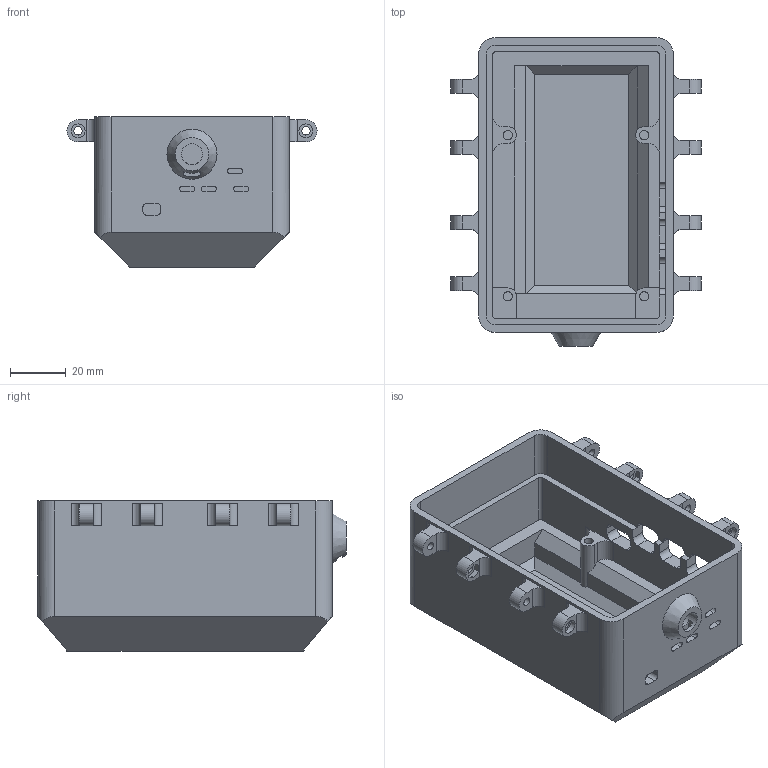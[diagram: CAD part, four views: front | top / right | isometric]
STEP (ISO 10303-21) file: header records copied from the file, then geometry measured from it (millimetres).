
FILE_DESCRIPTION(/* description */ ('STEP AP242','CAx-IF Rec.Pracs.---Representation and Presentation of Product Manufacturing Information (PMI)---4.0---2014-10-13','CAx-IF Rec.Pracs.---3D Tessellated Geometry---0.4---2014-09-14','2;1'),/* implementation_level */ '2;1');
FILE_NAME(/* name */ '689bdba5e0537550499d75f1',/* time_stamp */ '2025-08-13T00:26:13Z',/* author */ (''),/* organization */ (''),/* preprocessor_version */ 'ST-DEVELOPER v20',/* originating_system */ 'ONSHAPE BY PTC INC, 1.202',/* authorisation */ ' ');
FILE_SCHEMA (('AP242_MANAGED_MODEL_BASED_3D_ENGINEERING_MIM_LF { 1 0 10303 442 1 1 4 }'));
Length unit declared in the file: metre
Products named in the file (1): Lower Enclosure
Bounding box: 90 x 111 x 54 mm (x, y, z)
Volume: 116498.5 mm3; surface area: 47336.4 mm2
Topology: 1 solids, 1 shells, 241 faces, 657 edges, 437 vertices
Faces by surface type: plane 151, cylinder 89, cone 1
Full cylindrical faces by diameter (mm): 3 x8, 3.3 x4, 5 x4, 7.542 x1
Entity records: 7636 total; most frequent: CARTESIAN_POINT 1320, DIRECTION 1316, ORIENTED_EDGE 1274, EDGE_CURVE 637, AXIS2_PLACEMENT_3D 439, LINE 438, VECTOR 438, VERTEX_POINT 435
